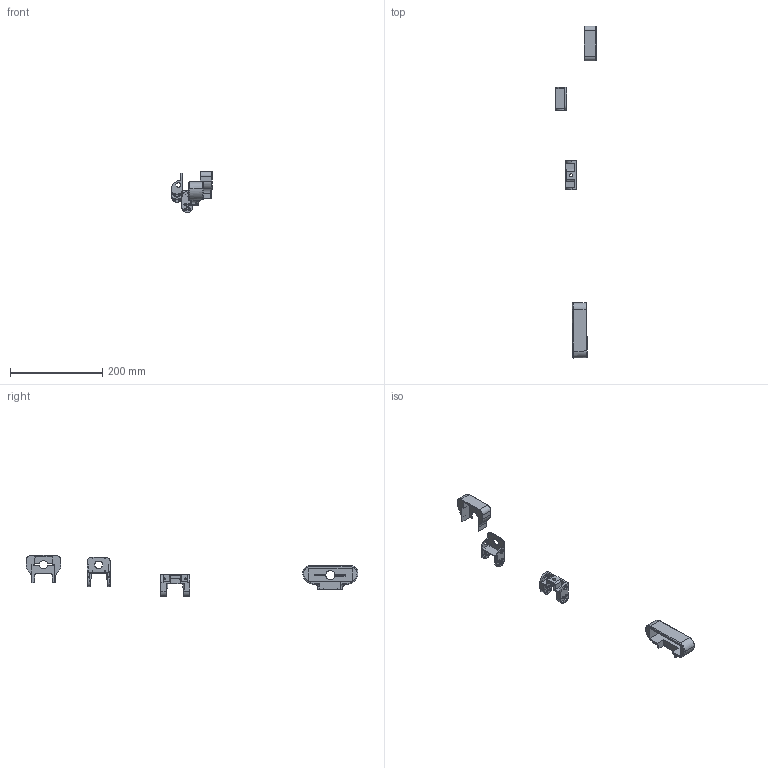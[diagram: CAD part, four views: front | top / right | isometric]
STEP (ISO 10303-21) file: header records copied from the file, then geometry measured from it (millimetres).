
FILE_DESCRIPTION(('HOOPS Exchange Step'),'2;1');
FILE_NAME('temp_export','2025-08-25T14:01:28-05:00',('mobile'),('Shapr3D Limited'),'HOOPS Exchange 2025.5','Shapr3D','Authorized');
FILE_SCHEMA( ('AP242_MANAGED_MODEL_BASED_3D_ENGINEERING_MIM_LF {1 0 10303 442 1 1 4}') );
Length unit declared in the file: millimetre
Products named in the file (6): Folder 136; XLeRobot-0-2-1 head.step; XLeRobot 0-2-1hed.step; Headconnector.step; XLeRobot 0-2-9-3d.step; root
Assembly tree (5 placements, depth 6):
  root
    XLeRobot 0-2-9-3d.step
      Headconnector.step
        XLeRobot 0-2-1hed.step
          XLeRobot-0-2-1 head.step
            Folder 136
Bounding box: 89 x 721.48 x 89.12 mm (x, y, z)
Volume: 130757.4 mm3; surface area: 62980.5 mm2
Topology: 4 solids, 4 shells, 521 faces, 1418 edges, 920 vertices
Faces by surface type: plane 243, cylinder 220, torus 23, cone 18, bspline 12, sphere 5
Full cylindrical faces by diameter (mm): 0.76 x2, 1.2 x2, 2 x4, 3.4 x2, 7 x1
Entity records: 20433 total; most frequent: CARTESIAN_POINT 6678, DIRECTION 2909, ORIENTED_EDGE 2832, EDGE_CURVE 1416, AXIS2_PLACEMENT_3D 1039, VERTEX_POINT 920, VECTOR 831, LINE 831
